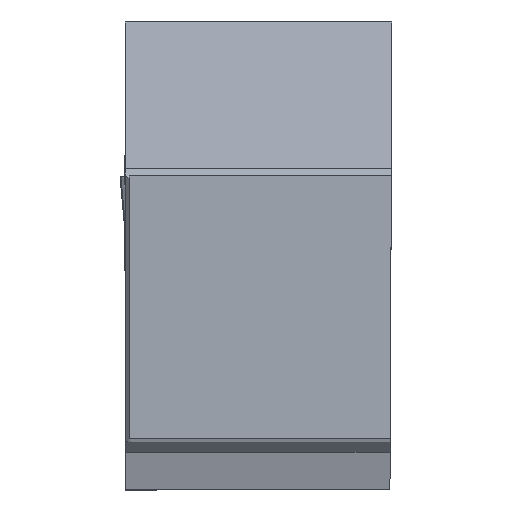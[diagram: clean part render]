
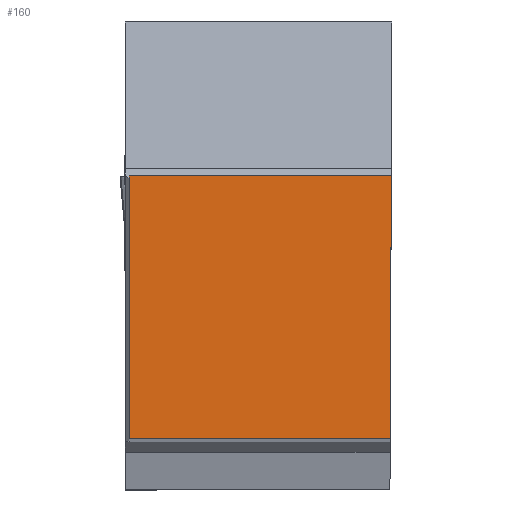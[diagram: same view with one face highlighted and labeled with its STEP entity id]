
A CAD part, top view. The second image highlights one B-rep face of the part: STEP entity #160.
In plain terms, the highlighted planar face has unit normal (0, 0, 1).
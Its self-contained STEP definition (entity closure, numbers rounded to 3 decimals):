
#160=ADVANCED_FACE('BLANK_BOXF006',(#262),#207,.F.);
#207=PLANE('',#1294);
#262=FACE_OUTER_BOUND('',#318,.T.);
#318=EDGE_LOOP('',(#576,#577,#578,#579));
#576=ORIENTED_EDGE('',*,*,#896,.F.);
#577=ORIENTED_EDGE('',*,*,#897,.F.);
#578=ORIENTED_EDGE('',*,*,#892,.F.);
#579=ORIENTED_EDGE('',*,*,#898,.F.);
#752=VERTEX_POINT('',#2027);
#753=VERTEX_POINT('',#2029);
#756=VERTEX_POINT('',#2037);
#757=VERTEX_POINT('',#2038);
#892=EDGE_CURVE('',#752,#753,#1019,.T.);
#896=EDGE_CURVE('',#756,#757,#1023,.T.);
#897=EDGE_CURVE('',#753,#756,#1024,.T.);
#898=EDGE_CURVE('',#757,#752,#1025,.T.);
#1019=LINE('',#2028,#1150);
#1023=LINE('',#2036,#1154);
#1024=LINE('',#2039,#1155);
#1025=LINE('',#2040,#1156);
#1150=VECTOR('',#1535,1.);
#1154=VECTOR('',#1541,1.);
#1155=VECTOR('',#1542,1.);
#1156=VECTOR('',#1543,1.);
#1294=AXIS2_PLACEMENT_3D('',#2041,#1544,#1545);
#1535=DIRECTION('',(-0.004,-1.,0.));
#1541=DIRECTION('',(0.,1.,0.));
#1542=DIRECTION('',(-1.,0.,0.));
#1543=DIRECTION('',(1.,0.,0.));
#1544=DIRECTION('',(0.,0.,-1.));
#1545=DIRECTION('',(0.,-1.,0.));
#2027=CARTESIAN_POINT('',(0.,12.573,0.));
#2028=CARTESIAN_POINT('',(0.44,113.499,0.));
#2029=CARTESIAN_POINT('',(-0.055,0.,0.));
#2036=CARTESIAN_POINT('',(-12.573,-113.5,0.));
#2037=CARTESIAN_POINT('',(-12.573,0.,0.));
#2038=CARTESIAN_POINT('',(-12.573,12.573,0.));
#2039=CARTESIAN_POINT('',(113.5,0.,0.));
#2040=CARTESIAN_POINT('',(-113.5,12.573,0.));
#2041=CARTESIAN_POINT('',(-12.755,-2.286,0.));
